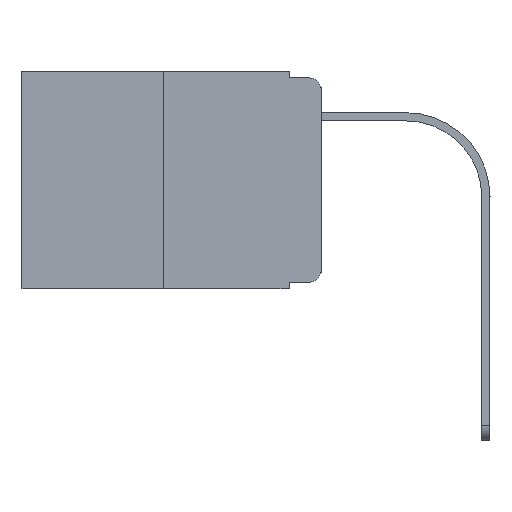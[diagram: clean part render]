
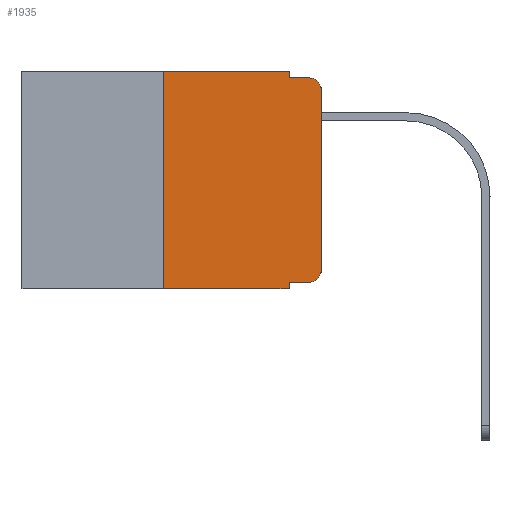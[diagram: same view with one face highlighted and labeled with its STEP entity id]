
A CAD part, left-side view. The second image highlights one B-rep face of the part: STEP entity #1935.
In plain terms, the highlighted planar face has unit normal (-1, 0, 0).
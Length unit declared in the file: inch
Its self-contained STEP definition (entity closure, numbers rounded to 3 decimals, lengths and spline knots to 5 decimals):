
#439 = ORIENTED_EDGE ( 'NONE', *, *, #18320, .T. ) ;
#1145 = DIRECTION ( 'NONE',  ( 0., 0., -1. ) ) ;
#1622 = CARTESIAN_POINT ( 'NONE',  ( 0., 0.02, -0.01 ) ) ;
#1700 = VERTEX_POINT ( 'NONE', #11045 ) ;
#1793 = EDGE_CURVE ( 'NONE', #16712, #3364, #5531, .T. ) ;
#1919 = DIRECTION ( 'NONE',  ( 0., 0., 1. ) ) ;
#1935 = ADVANCED_FACE ( 'NONE', ( #22600 ), #13558, .F. ) ;
#2660 = CARTESIAN_POINT ( 'NONE',  ( 0., 0.02, -0.03 ) ) ;
#3122 = VERTEX_POINT ( 'NONE', #18942 ) ;
#3259 = LINE ( 'NONE', #13816, #11187 ) ;
#3364 = VERTEX_POINT ( 'NONE', #22370 ) ;
#3524 = CARTESIAN_POINT ( 'NONE',  ( 0., 0.051, -0.01 ) ) ;
#3670 = VECTOR ( 'NONE', #4086, 39.37008 ) ;
#3921 = VECTOR ( 'NONE', #1919, 39.37008 ) ;
#4086 = DIRECTION ( 'NONE',  ( 0., -1., 0. ) ) ;
#4235 = DIRECTION ( 'NONE',  ( 0., 0., -1. ) ) ;
#4550 = ORIENTED_EDGE ( 'NONE', *, *, #5417, .F. ) ;
#5417 = EDGE_CURVE ( 'NONE', #13065, #3122, #5951, .T. ) ;
#5503 = CARTESIAN_POINT ( 'NONE',  ( 0., 0.473, 0. ) ) ;
#5517 = AXIS2_PLACEMENT_3D ( 'NONE', #17548, #6550, #1145 ) ;
#5531 = LINE ( 'NONE', #13095, #3921 ) ;
#5629 = DIRECTION ( 'NONE',  ( 0., -1., 0. ) ) ;
#5694 = VERTEX_POINT ( 'NONE', #1622 ) ;
#5843 = ORIENTED_EDGE ( 'NONE', *, *, #11915, .F. ) ;
#5951 = LINE ( 'NONE', #5503, #10070 ) ;
#6375 = CARTESIAN_POINT ( 'NONE',  ( 0., 0.473, -0.343 ) ) ;
#6550 = DIRECTION ( 'NONE',  ( -1., 0., 0. ) ) ;
#6563 = ORIENTED_EDGE ( 'NONE', *, *, #17914, .T. ) ;
#6717 = DIRECTION ( 'NONE',  ( 0., 0., 1. ) ) ;
#7040 = AXIS2_PLACEMENT_3D ( 'NONE', #2660, #13483, #4235 ) ;
#7343 = LINE ( 'NONE', #14669, #11535 ) ;
#7699 = VERTEX_POINT ( 'NONE', #19099 ) ;
#7751 = VECTOR ( 'NONE', #13726, 39.37008 ) ;
#8124 = DIRECTION ( 'NONE',  ( 1., 0., 0. ) ) ;
#8148 = ORIENTED_EDGE ( 'NONE', *, *, #1793, .T. ) ;
#8254 = VECTOR ( 'NONE', #6717, 39.37008 ) ;
#8367 = ORIENTED_EDGE ( 'NONE', *, *, #23602, .F. ) ;
#9026 = EDGE_CURVE ( 'NONE', #13442, #18277, #22154, .T. ) ;
#10032 = EDGE_CURVE ( 'NONE', #13442, #7699, #3259, .T. ) ;
#10070 = VECTOR ( 'NONE', #5629, 39.37008 ) ;
#11045 = CARTESIAN_POINT ( 'NONE',  ( 0., 0.25, -0.343 ) ) ;
#11187 = VECTOR ( 'NONE', #15831, 39.37008 ) ;
#11535 = VECTOR ( 'NONE', #19673, 39.37008 ) ;
#11614 = CIRCLE ( 'NONE', #7040, 0.02 ) ;
#11915 = EDGE_CURVE ( 'NONE', #3122, #22849, #7343, .T. ) ;
#12782 = LINE ( 'NONE', #3524, #17890 ) ;
#13065 = VERTEX_POINT ( 'NONE', #20999 ) ;
#13095 = CARTESIAN_POINT ( 'NONE',  ( 0., 0., 0. ) ) ;
#13442 = VERTEX_POINT ( 'NONE', #13602 ) ;
#13483 = DIRECTION ( 'NONE',  ( -1., 0., 0. ) ) ;
#13558 = PLANE ( 'NONE',  #22147 ) ;
#13602 = CARTESIAN_POINT ( 'NONE',  ( 0., 0.051, -0.333 ) ) ;
#13726 = DIRECTION ( 'NONE',  ( 0., -1., 0. ) ) ;
#13792 = LINE ( 'NONE', #15807, #8254 ) ;
#13816 = CARTESIAN_POINT ( 'NONE',  ( 0., 0.051, 0. ) ) ;
#14578 = EDGE_CURVE ( 'NONE', #3364, #5694, #11614, .T. ) ;
#14669 = CARTESIAN_POINT ( 'NONE',  ( 0., 0.051, 0. ) ) ;
#14670 = DIRECTION ( 'NONE',  ( 0., -1., 0. ) ) ;
#15187 = EDGE_CURVE ( 'NONE', #1700, #13065, #13792, .T. ) ;
#15213 = ORIENTED_EDGE ( 'NONE', *, *, #10032, .F. ) ;
#15551 = CARTESIAN_POINT ( 'NONE',  ( 0., 0.02, -0.333 ) ) ;
#15807 = CARTESIAN_POINT ( 'NONE',  ( 0., 0.25, 0. ) ) ;
#15828 = CIRCLE ( 'NONE', #5517, 0.02 ) ;
#15831 = DIRECTION ( 'NONE',  ( 0., 0., -1. ) ) ;
#16712 = VERTEX_POINT ( 'NONE', #21548 ) ;
#17548 = CARTESIAN_POINT ( 'NONE',  ( 0., 0.02, -0.313 ) ) ;
#17890 = VECTOR ( 'NONE', #14670, 39.37008 ) ;
#17914 = EDGE_CURVE ( 'NONE', #1700, #7699, #22775, .T. ) ;
#18054 = CARTESIAN_POINT ( 'NONE',  ( 0., 0.051, -0.01 ) ) ;
#18277 = VERTEX_POINT ( 'NONE', #15551 ) ;
#18320 = EDGE_CURVE ( 'NONE', #18277, #16712, #15828, .T. ) ;
#18907 = CARTESIAN_POINT ( 'NONE',  ( 0., 0.051, -0.333 ) ) ;
#18942 = CARTESIAN_POINT ( 'NONE',  ( 0., 0.051, 0. ) ) ;
#19021 = DIRECTION ( 'NONE',  ( 0., 0., -1. ) ) ;
#19099 = CARTESIAN_POINT ( 'NONE',  ( 0., 0.051, -0.343 ) ) ;
#19149 = EDGE_LOOP ( 'NONE', ( #8148, #23188, #8367, #5843, #4550, #21353, #6563, #15213, #20749, #439 ) ) ;
#19673 = DIRECTION ( 'NONE',  ( 0., 0., -1. ) ) ;
#20749 = ORIENTED_EDGE ( 'NONE', *, *, #9026, .T. ) ;
#20814 = CARTESIAN_POINT ( 'NONE',  ( 0., 0.473, 0. ) ) ;
#20999 = CARTESIAN_POINT ( 'NONE',  ( 0., 0.25, 0. ) ) ;
#21353 = ORIENTED_EDGE ( 'NONE', *, *, #15187, .F. ) ;
#21548 = CARTESIAN_POINT ( 'NONE',  ( 0., 0., -0.313 ) ) ;
#22147 = AXIS2_PLACEMENT_3D ( 'NONE', #20814, #8124, #19021 ) ;
#22154 = LINE ( 'NONE', #18907, #3670 ) ;
#22370 = CARTESIAN_POINT ( 'NONE',  ( 0., 0., -0.03 ) ) ;
#22600 = FACE_OUTER_BOUND ( 'NONE', #19149, .T. ) ;
#22775 = LINE ( 'NONE', #6375, #7751 ) ;
#22849 = VERTEX_POINT ( 'NONE', #18054 ) ;
#23188 = ORIENTED_EDGE ( 'NONE', *, *, #14578, .T. ) ;
#23602 = EDGE_CURVE ( 'NONE', #22849, #5694, #12782, .T. ) ;
